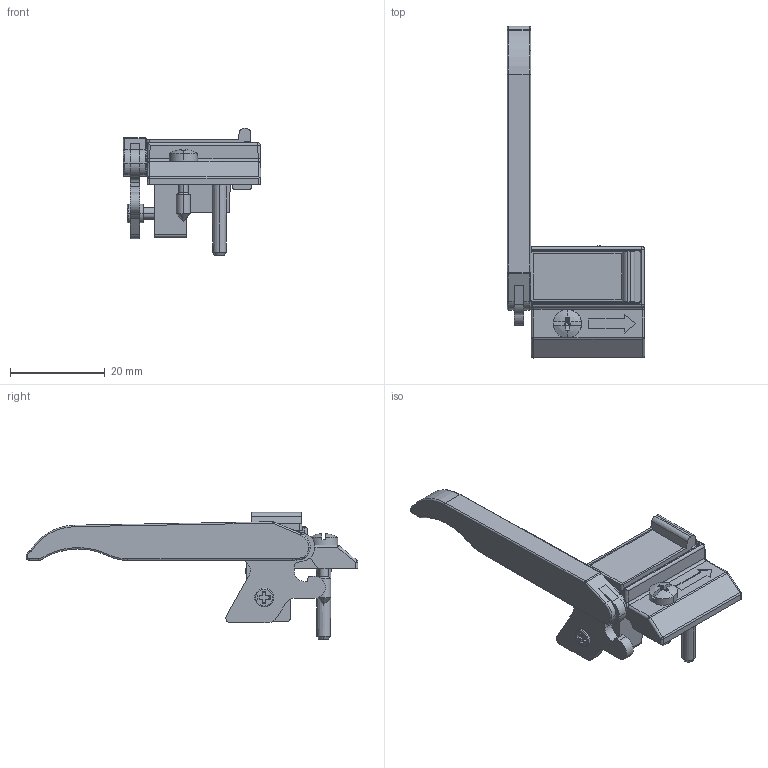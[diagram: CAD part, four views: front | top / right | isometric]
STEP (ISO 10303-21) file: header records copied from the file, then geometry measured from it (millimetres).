
FILE_DESCRIPTION(('OneSpaceDesigner STEP Export'),'2;1');
FILE_NAME('3D_81-301-00-Bottom.stp','2007-01-03T14:02:30',(''),(''),'OneSpace Designer STEP processor for AP214 (Solid Model)','OneSpace Designer 13.20A 18-Aug-2005 (C) CoCreate Software GmbH','');
FILE_SCHEMA(('AUTOMOTIVE_DESIGN { 1 0 10303 214 1 1 1 1 }'));
Length unit declared in the file: millimetre
Products named in the file (2): 81-301-00-unten
Assembly tree (1 placements, depth 2):
  81-301-00-unten
    81-301-00-unten
Bounding box: 29.17 x 70.25 x 26.9 mm (x, y, z)
Volume: 7100.2 mm3; surface area: 4732.9 mm2
Topology: 1 solids, 3 shells, 304 faces, 778 edges, 484 vertices
Faces by surface type: plane 133, cylinder 105, torus 33, cone 16, sphere 12, bspline 4, extrusion 1
Entity records: 10030 total; most frequent: CARTESIAN_POINT 2159, ORIENTED_EDGE 1540, DIRECTION 1424, EDGE_CURVE 770, AXIS2_PLACEMENT_3D 507, VERTEX_POINT 484, VECTOR 410, LINE 409
